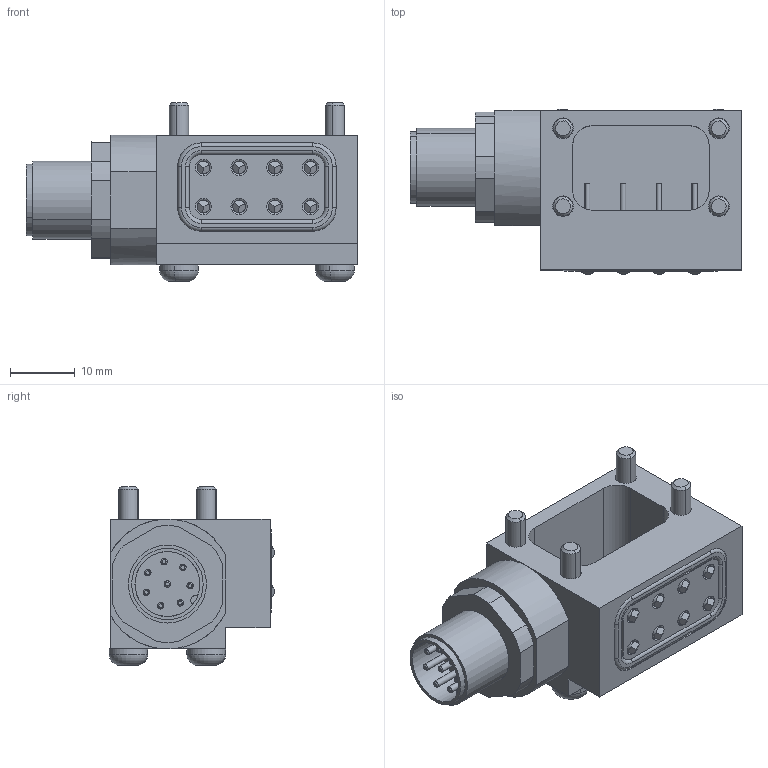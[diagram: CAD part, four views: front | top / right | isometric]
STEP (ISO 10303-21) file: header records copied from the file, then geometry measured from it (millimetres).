
FILE_DESCRIPTION (( 'STEP AP203' ), '1' );
FILE_NAME ('P1035.STEP', '2021-03-11T06:17:12', ( '' ), ( '' ), 'SwSTEP 2.0', 'SolidWorks 2019', '' );
FILE_SCHEMA (( 'CONFIG_CONTROL_DESIGN' ));
Length unit declared in the file: millimetre
Products named in the file (1): P1035
Bounding box: 51 x 25.54 x 27.52 mm (x, y, z)
Volume: 14228.1 mm3; surface area: 11163 mm2
Topology: 23 solids, 23 shells, 764 faces, 1709 edges, 1002 vertices
Faces by surface type: cylinder 342, cone 138, torus 136, plane 132, sphere 16
Entity records: 21174 total; most frequent: DIRECTION 4149, CARTESIAN_POINT 3646, ORIENTED_EDGE 3354, AXIS2_PLACEMENT_3D 1755, EDGE_CURVE 1677, CIRCLE 990, VERTEX_POINT 986, EDGE_LOOP 835
